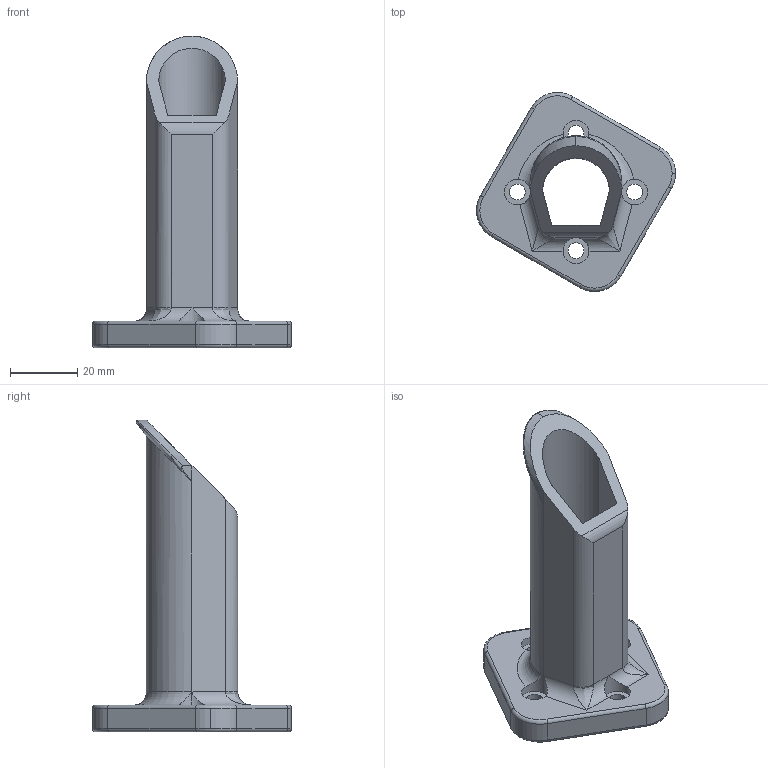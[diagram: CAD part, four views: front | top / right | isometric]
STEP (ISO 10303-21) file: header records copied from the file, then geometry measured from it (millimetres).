
FILE_DESCRIPTION (( 'STEP AP203' ), '1' );
FILE_NAME ('M4 Spool Holder 1 Kg .STEP', '2016-05-17T13:15:14', ( '' ), ( '' ), 'SwSTEP 2.0', 'SolidWorks 2013', '' );
FILE_SCHEMA (( 'CONFIG_CONTROL_DESIGN' ));
Length unit declared in the file: millimetre
Products named in the file (1): M4 Spool Holder 1 Kg 
Bounding box: 59.39 x 59.39 x 93 mm (x, y, z)
Volume: 34825.3 mm3; surface area: 17147.4 mm2
Topology: 1 solids, 1 shells, 88 faces, 223 edges, 136 vertices
Faces by surface type: cylinder 42, torus 21, plane 19, bspline 6
Entity records: 3750 total; most frequent: CARTESIAN_POINT 1567, DIRECTION 454, ORIENTED_EDGE 442, EDGE_CURVE 221, AXIS2_PLACEMENT_3D 185, VERTEX_POINT 136, CIRCLE 102, EDGE_LOOP 99
